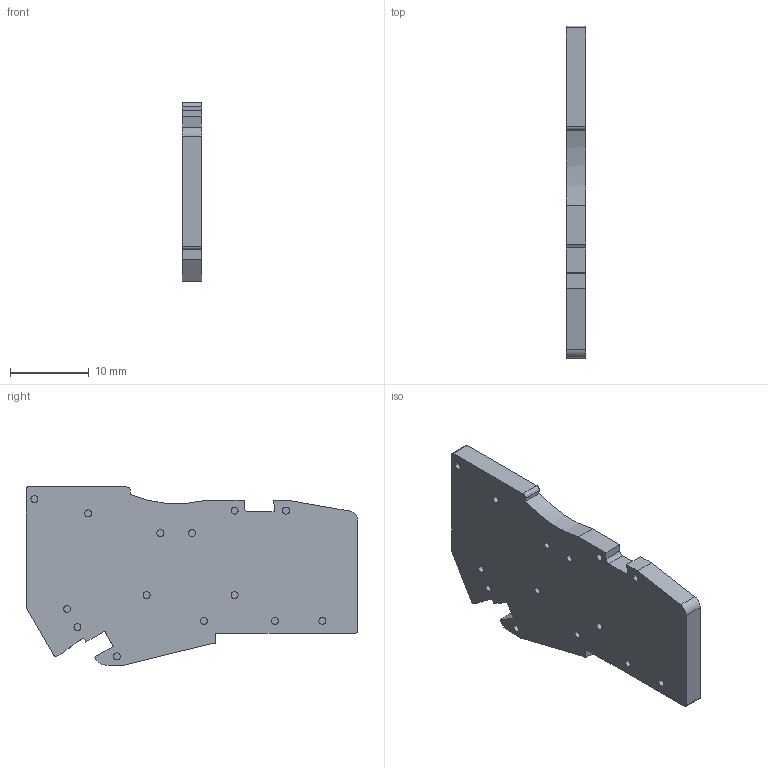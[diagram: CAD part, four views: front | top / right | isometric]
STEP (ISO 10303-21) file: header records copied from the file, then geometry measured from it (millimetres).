
FILE_DESCRIPTION(('CATIA V5 STEP Exchange','CAx-IF Rec.Pracs.--- Model Styling and Organization---1.4--- 2014-01-23'),'2;1');
FILE_NAME ('024263-2_1', '2021-09-21T05:34:40+00:00', ('none'), ('Weidmueller'), 'CATIA Version 5-6 Release 2016 SP3 HF44', 'CATIA V5 STEP AP214', 'none');
FILE_SCHEMA(('AUTOMOTIVE_DESIGN { 1 0 10303 214 1 1 1 1 }'));
Length unit declared in the file: millimetre
Products named in the file (1): 1866070000
Bounding box: 2.5 x 42 x 22.55 mm (x, y, z)
Volume: 1880.8 mm3; surface area: 1964.5 mm2
Topology: 1 solids, 1 shells, 178 faces, 390 edges, 242 vertices
Faces by surface type: bspline 56, plane 52, cylinder 42, cone 28
Entity records: 6531 total; most frequent: CARTESIAN_POINT 3327, ORIENTED_EDGE 780, EDGE_CURVE 390, DIRECTION 360, VERTEX_POINT 242, B_SPLINE_CURVE_WITH_KNOTS 222, EDGE_LOOP 206, AXIS2_PLACEMENT_3D 195
